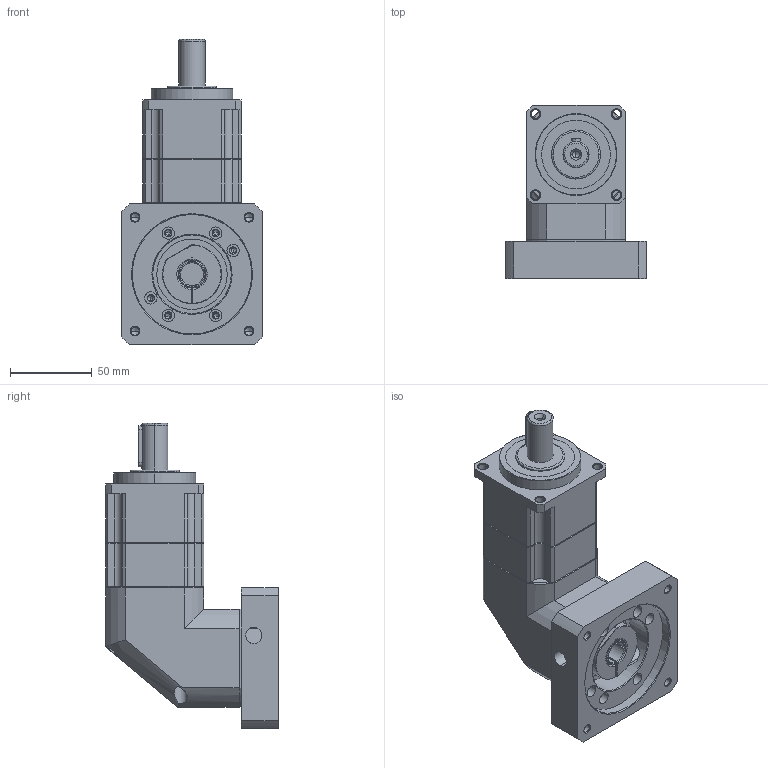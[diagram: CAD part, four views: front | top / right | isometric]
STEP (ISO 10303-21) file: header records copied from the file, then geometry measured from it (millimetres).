
FILE_DESCRIPTION (( 'STEP AP214' ), '1' );
FILE_NAME ('SBL060-L2-14-73-98.4M6.STEP', '2021-12-25T06:41:08', ( 'admin' ), ( '' ), 'SwSTEP 2.0', 'SolidWorks 2013', '' );
FILE_SCHEMA (( 'AUTOMOTIVE_DESIGN' ));
Length unit declared in the file: millimetre
Products named in the file (6): SB060_X2_8F9351FA7AEF_X0_; SBL060_X2_8F9351658F7495017D2773AF_X0_-14; SBL060-14; SBL060-L2-14-73-98.4M6; SBL060-73-98.4M6; SB060_X2_4E007EA79F7F5708_X0_
Assembly tree (5 placements, depth 2):
  SBL060-L2-14-73-98.4M6
    SBL060-14
    SBL060_X2_8F9351658F7495017D2773AF_X0_-14
    SB060_X2_8F9351FA7AEF_X0_
    SB060_X2_4E007EA79F7F5708_X0_
    SBL060-73-98.4M6
Bounding box: 86 x 105.5 x 186.5 mm (x, y, z)
Volume: 620434.8 mm3; surface area: 103114.4 mm2
Topology: 11 solids, 11 shells, 501 faces, 1235 edges, 757 vertices
Faces by surface type: cylinder 182, plane 175, cone 127, bspline 17
Entity records: 21521 total; most frequent: CARTESIAN_POINT 3963, DIRECTION 2515, ORIENTED_EDGE 2406, EDGE_CURVE 1203, AXIS2_PLACEMENT_3D 976, VERTEX_POINT 757, EDGE_LOOP 574, VECTOR 563
